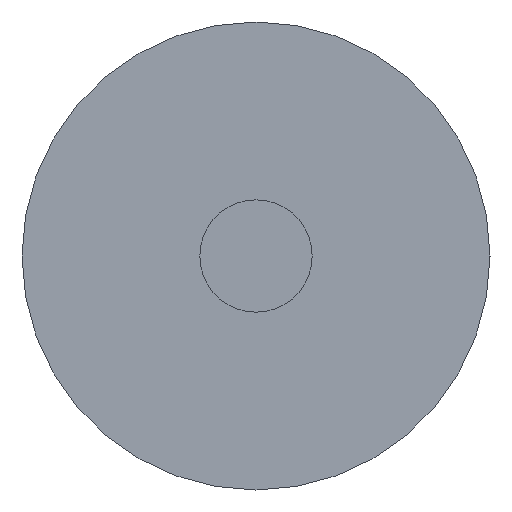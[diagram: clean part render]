
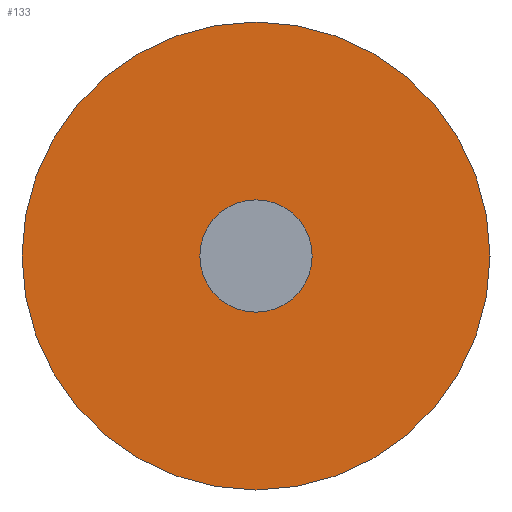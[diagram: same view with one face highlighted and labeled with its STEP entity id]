
A CAD part, left-side view. The second image highlights one B-rep face of the part: STEP entity #133.
In plain terms, the highlighted planar face has unit normal (-1, 0, 0).
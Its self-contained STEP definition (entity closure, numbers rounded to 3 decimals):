
#27=PLANE('',#156);
#36=FACE_BOUND('',#67,.T.);
#47=FACE_OUTER_BOUND('',#66,.T.);
#66=EDGE_LOOP('',(#116));
#67=EDGE_LOOP('',(#117));
#68=CIRCLE('',#137,0.3);
#77=CIRCLE('',#155,1.25);
#78=VERTEX_POINT('',#203);
#87=VERTEX_POINT('',#230);
#88=EDGE_CURVE('',#78,#78,#68,.T.);
#97=EDGE_CURVE('',#87,#87,#77,.T.);
#116=ORIENTED_EDGE('',*,*,#97,.T.);
#117=ORIENTED_EDGE('',*,*,#88,.T.);
#133=ADVANCED_FACE('',(#47,#36),#27,.T.);
#137=AXIS2_PLACEMENT_3D('',#204,#161,#162);
#155=AXIS2_PLACEMENT_3D('',#231,#197,#198);
#156=AXIS2_PLACEMENT_3D('',#232,#199,#200);
#161=DIRECTION('center_axis',(1.,0.,0.));
#162=DIRECTION('ref_axis',(0.,0.,1.));
#197=DIRECTION('center_axis',(-1.,0.,0.));
#198=DIRECTION('ref_axis',(0.,0.,1.));
#199=DIRECTION('center_axis',(-1.,0.,0.));
#200=DIRECTION('ref_axis',(0.,0.,1.));
#203=CARTESIAN_POINT('',(-3.25,0.,0.3));
#204=CARTESIAN_POINT('Origin',(-3.25,0.,0.));
#230=CARTESIAN_POINT('',(-3.25,0.,1.25));
#231=CARTESIAN_POINT('Origin',(-3.25,0.,0.));
#232=CARTESIAN_POINT('Origin',(-3.25,0.,0.));
